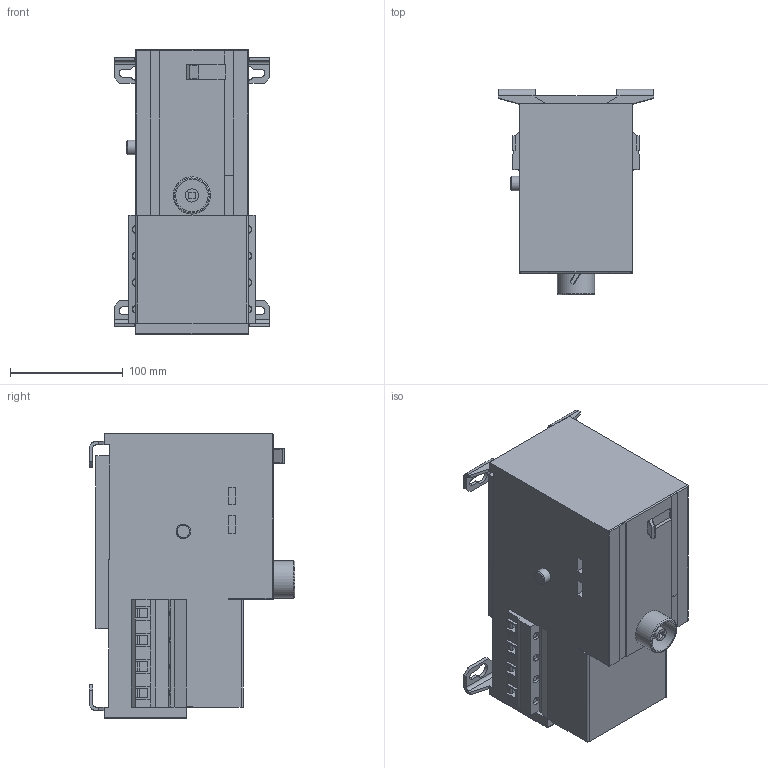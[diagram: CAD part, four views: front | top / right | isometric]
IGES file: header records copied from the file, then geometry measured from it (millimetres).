
Global section: file name: MALLI.igs; preprocessor: I-DEAS 3D IGES Translator 11; date: 20091020.143941; units: millimetre
Bounding box: 138 x 181.8 x 252.05 mm (x, y, z)
Volume: 3528401.8 mm3; surface area: 176274.5 mm2
Topology: 1 solids, 1 shells, 384 faces, 1065 edges, 734 vertices
Faces by surface type: bspline 384
